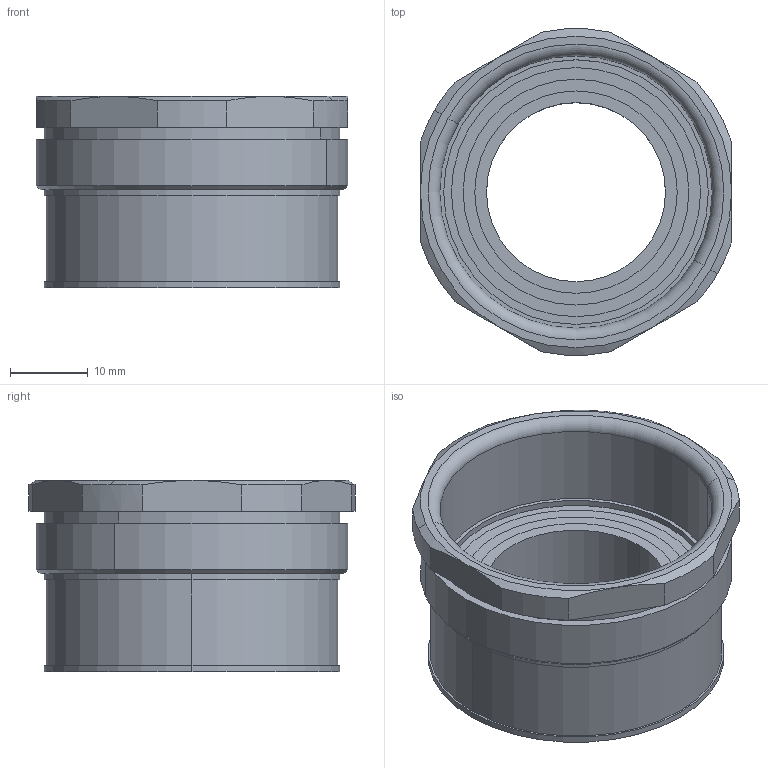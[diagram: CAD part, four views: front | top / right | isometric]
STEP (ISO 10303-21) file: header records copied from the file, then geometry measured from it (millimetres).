
FILE_DESCRIPTION(('Creo Elements/Direct Modeling STEP Export'),'2;1');
FILE_NAME('223mij861443u109548','2024-02-08T 8:15:49',(''),(''),'Creo Elements/Direct Modeling STEP processor for AP214 (Solid Model)','Creo Elements/Direct Modeling 20.5B 27-May-2023 (C) Parametric Technology GmbH','');
FILE_SCHEMA(('AUTOMOTIVE_DESIGN { 1 0 10303 214 1 1 1 1 }'));
Length unit declared in the file: millimetre
Products named in the file (6): 85017_A.1; 85017_A; Rondelle; 85012; 85004_A; AG M40T
Assembly tree (5 placements, depth 3):
  AG M40T
    85004_A
    85012
    Rondelle
      85017_A
      85017_A.1
Bounding box: 40 x 41.89 x 24.6 mm (x, y, z)
Volume: 11511.4 mm3; surface area: 8421.3 mm2
Topology: 4 solids, 4 shells, 55 faces, 119 edges, 77 vertices
Faces by surface type: cylinder 24, plane 19, cone 10, torus 2
Entity records: 1861 total; most frequent: CARTESIAN_POINT 508, ORIENTED_EDGE 238, DIRECTION 222, EDGE_CURVE 119, AXIS2_PLACEMENT_3D 91, VERTEX_POINT 77, EDGE_LOOP 68, FACE_OUTER_BOUND 55
